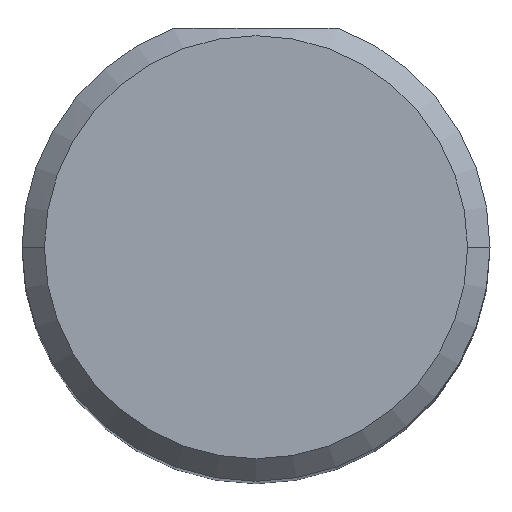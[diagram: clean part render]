
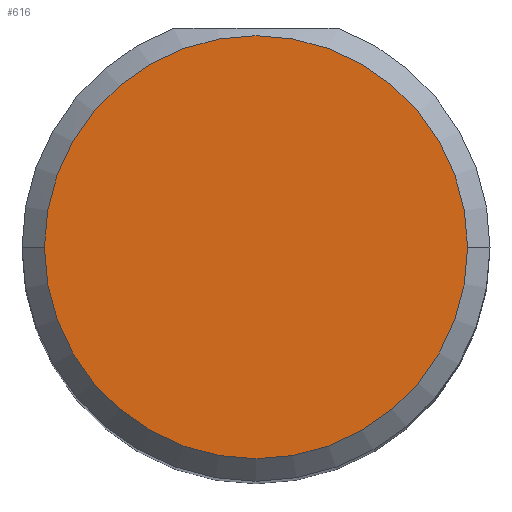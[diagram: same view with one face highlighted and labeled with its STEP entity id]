
A CAD part, top view. The second image highlights one B-rep face of the part: STEP entity #616.
In plain terms, the highlighted planar face has unit normal (0, 0, 1).
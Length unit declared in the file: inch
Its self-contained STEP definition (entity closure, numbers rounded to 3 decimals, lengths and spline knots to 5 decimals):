
#62 = CARTESIAN_POINT ( 'NONE',  ( 0.14125, 0., 2.5 ) ) ;
#67 = PLANE ( 'NONE',  #623 ) ;
#91 = EDGE_CURVE ( 'NONE', #486, #546, #1103, .T. ) ;
#149 = DIRECTION ( 'NONE',  ( 0., 0., 1. ) ) ;
#211 = EDGE_CURVE ( 'NONE', #546, #486, #1130, .T. ) ;
#258 = CARTESIAN_POINT ( 'NONE',  ( 0., 0., 2.5 ) ) ;
#360 = CARTESIAN_POINT ( 'NONE',  ( 0., 0., 2.5 ) ) ;
#447 = EDGE_LOOP ( 'NONE', ( #577, #645 ) ) ;
#484 = DIRECTION ( 'NONE',  ( 1., 0., 0. ) ) ;
#486 = VERTEX_POINT ( 'NONE', #1192 ) ;
#515 = CARTESIAN_POINT ( 'NONE',  ( 0., 0., 2.5 ) ) ;
#546 = VERTEX_POINT ( 'NONE', #62 ) ;
#555 = AXIS2_PLACEMENT_3D ( 'NONE', #360, #149, #484 ) ;
#577 = ORIENTED_EDGE ( 'NONE', *, *, #91, .T. ) ;
#616 = ADVANCED_FACE ( 'NONE', ( #906 ), #67, .T. ) ;
#623 = AXIS2_PLACEMENT_3D ( 'NONE', #515, #964, #1208 ) ;
#645 = ORIENTED_EDGE ( 'NONE', *, *, #211, .T. ) ;
#698 = DIRECTION ( 'NONE',  ( 0., 0., 1. ) ) ;
#714 = DIRECTION ( 'NONE',  ( 1., 0., 0. ) ) ;
#904 = AXIS2_PLACEMENT_3D ( 'NONE', #258, #698, #714 ) ;
#906 = FACE_OUTER_BOUND ( 'NONE', #447, .T. ) ;
#964 = DIRECTION ( 'NONE',  ( 0., 0., 1. ) ) ;
#1103 = CIRCLE ( 'NONE', #555, 0.14125 ) ;
#1130 = CIRCLE ( 'NONE', #904, 0.14125 ) ;
#1192 = CARTESIAN_POINT ( 'NONE',  ( -0.14125, 0., 2.5 ) ) ;
#1208 = DIRECTION ( 'NONE',  ( 1., 0., 0. ) ) ;
